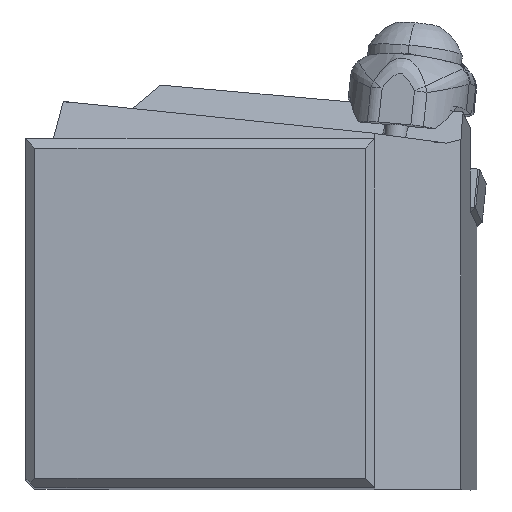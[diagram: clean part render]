
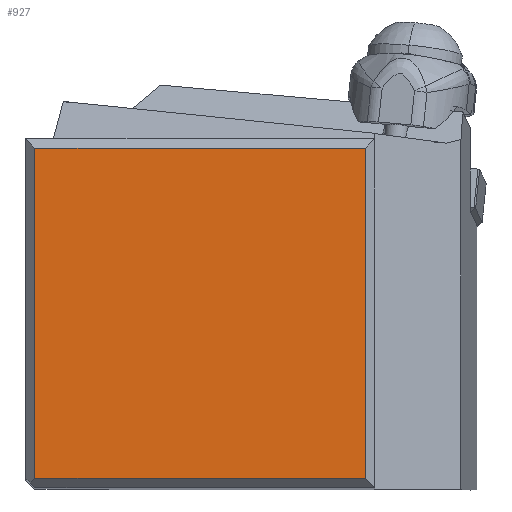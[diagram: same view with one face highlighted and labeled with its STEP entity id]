
A CAD part, top view. The second image highlights one B-rep face of the part: STEP entity #927.
In plain terms, the highlighted planar face has unit normal (0, 0, 1).
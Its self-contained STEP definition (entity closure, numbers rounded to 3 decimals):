
#687=FACE_OUTER_BOUND('',#1288,.T.);
#927=ADVANCED_FACE('',(#687),#1163,.T.);
#1163=PLANE('',#4528);
#1288=EDGE_LOOP('',(#1716,#1717,#1718,#1719));
#1716=ORIENTED_EDGE('',*,*,#3260,.F.);
#1717=ORIENTED_EDGE('',*,*,#3324,.F.);
#1718=ORIENTED_EDGE('',*,*,#3325,.T.);
#1719=ORIENTED_EDGE('',*,*,#3262,.F.);
#2837=VERTEX_POINT('',#6128);
#2838=VERTEX_POINT('',#6130);
#2839=VERTEX_POINT('',#6134);
#2875=VERTEX_POINT('',#6263);
#3260=EDGE_CURVE('',#2837,#2838,#3898,.T.);
#3262=EDGE_CURVE('',#2838,#2839,#3900,.T.);
#3324=EDGE_CURVE('',#2875,#2837,#3939,.T.);
#3325=EDGE_CURVE('',#2875,#2839,#3940,.T.);
#3898=LINE('',#6129,#4126);
#3900=LINE('',#6133,#4128);
#3939=LINE('',#6264,#4167);
#3940=LINE('',#6266,#4168);
#4126=VECTOR('',#5004,1.);
#4128=VECTOR('',#5008,1.);
#4167=VECTOR('',#5141,1.);
#4168=VECTOR('',#5144,1.);
#4528=AXIS2_PLACEMENT_3D('',#6267,#5145,#5146);
#5004=DIRECTION('',(0.,-1.,0.));
#5008=DIRECTION('',(-1.,0.,0.));
#5141=DIRECTION('',(1.,0.,0.));
#5144=DIRECTION('',(0.,-1.,0.));
#5145=DIRECTION('',(0.,0.,1.));
#5146=DIRECTION('',(1.,0.,0.));
#6128=CARTESIAN_POINT('',(37.1,37.1,0.));
#6129=CARTESIAN_POINT('',(37.1,37.1,0.));
#6130=CARTESIAN_POINT('',(37.1,1.,0.));
#6133=CARTESIAN_POINT('',(37.1,1.,0.));
#6134=CARTESIAN_POINT('',(1.,1.,0.));
#6263=CARTESIAN_POINT('',(1.,37.1,0.));
#6264=CARTESIAN_POINT('',(1.,37.1,0.));
#6266=CARTESIAN_POINT('',(1.,37.1,0.));
#6267=CARTESIAN_POINT('',(19.05,19.05,0.));
